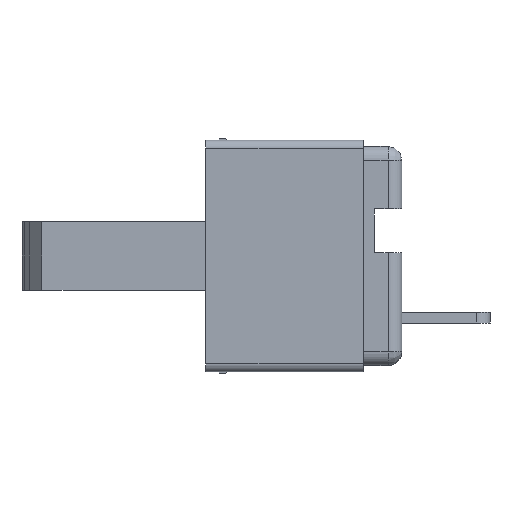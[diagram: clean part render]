
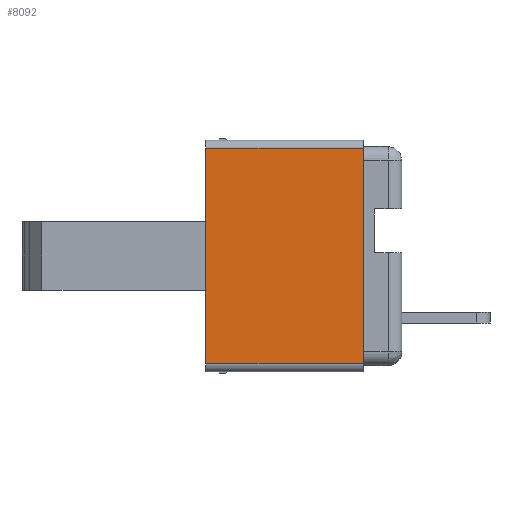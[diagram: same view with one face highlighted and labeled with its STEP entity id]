
A CAD part, left-side view. The second image highlights one B-rep face of the part: STEP entity #8092.
In plain terms, the highlighted planar face has unit normal (-1, 0, 0).
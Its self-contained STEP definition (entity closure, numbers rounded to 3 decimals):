
#165 = VECTOR ( 'NONE', #1175, 1000. ) ;
#269 = CARTESIAN_POINT ( 'NONE',  ( -9.563, 0., 4.991 ) ) ;
#644 = EDGE_CURVE ( 'NONE', #4141, #3721, #5764, .T. ) ;
#1175 = DIRECTION ( 'NONE',  ( 0., -1., 0. ) ) ;
#1269 = DIRECTION ( 'NONE',  ( 0., 1., 0. ) ) ;
#1485 = LINE ( 'NONE', #6307, #9265 ) ;
#1508 = CARTESIAN_POINT ( 'NONE',  ( -9.563, 7.315, 4.991 ) ) ;
#1809 = DIRECTION ( 'NONE',  ( 0., 0., 1. ) ) ;
#1819 = LINE ( 'NONE', #2701, #5216 ) ;
#2503 = EDGE_CURVE ( 'NONE', #3039, #3721, #10549, .T. ) ;
#2701 = CARTESIAN_POINT ( 'NONE',  ( -9.563, 7.315, -5.372 ) ) ;
#2813 = DIRECTION ( 'NONE',  ( 0., 0., -1. ) ) ;
#3039 = VERTEX_POINT ( 'NONE', #5211 ) ;
#3721 = VERTEX_POINT ( 'NONE', #6864 ) ;
#3749 = CARTESIAN_POINT ( 'NONE',  ( -9.563, 7.315, -4.991 ) ) ;
#3770 = VECTOR ( 'NONE', #8333, 1000. ) ;
#4141 = VERTEX_POINT ( 'NONE', #269 ) ;
#4260 = ORIENTED_EDGE ( 'NONE', *, *, #7768, .T. ) ;
#4775 = ORIENTED_EDGE ( 'NONE', *, *, #644, .F. ) ;
#4949 = CARTESIAN_POINT ( 'NONE',  ( -9.563, 0., -5.372 ) ) ;
#5211 = CARTESIAN_POINT ( 'NONE',  ( -9.563, 7.315, -4.991 ) ) ;
#5216 = VECTOR ( 'NONE', #2813, 1000. ) ;
#5764 = LINE ( 'NONE', #4949, #3770 ) ;
#5775 = ORIENTED_EDGE ( 'NONE', *, *, #6604, .T. ) ;
#6307 = CARTESIAN_POINT ( 'NONE',  ( -9.563, 7.315, 4.991 ) ) ;
#6604 = EDGE_CURVE ( 'NONE', #9514, #3039, #1819, .T. ) ;
#6799 = DIRECTION ( 'NONE',  ( -1., 0., 0. ) ) ;
#6864 = CARTESIAN_POINT ( 'NONE',  ( -9.563, 0., -4.991 ) ) ;
#6905 = PLANE ( 'NONE',  #7880 ) ;
#7768 = EDGE_CURVE ( 'NONE', #4141, #9514, #1485, .T. ) ;
#7880 = AXIS2_PLACEMENT_3D ( 'NONE', #8484, #6799, #1809 ) ;
#8092 = ADVANCED_FACE ( 'NONE', ( #8536 ), #6905, .T. ) ;
#8333 = DIRECTION ( 'NONE',  ( 0., 0., -1. ) ) ;
#8484 = CARTESIAN_POINT ( 'NONE',  ( -9.563, 7.315, -5.372 ) ) ;
#8536 = FACE_OUTER_BOUND ( 'NONE', #9865, .T. ) ;
#9265 = VECTOR ( 'NONE', #1269, 1000. ) ;
#9514 = VERTEX_POINT ( 'NONE', #1508 ) ;
#9581 = ORIENTED_EDGE ( 'NONE', *, *, #2503, .T. ) ;
#9865 = EDGE_LOOP ( 'NONE', ( #4775, #4260, #5775, #9581 ) ) ;
#10549 = LINE ( 'NONE', #3749, #165 ) ;
